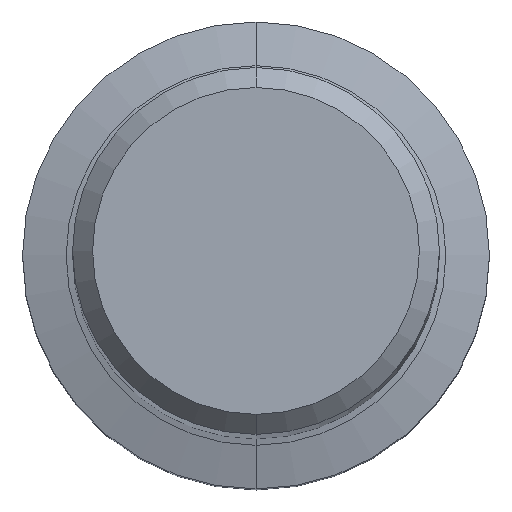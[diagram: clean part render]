
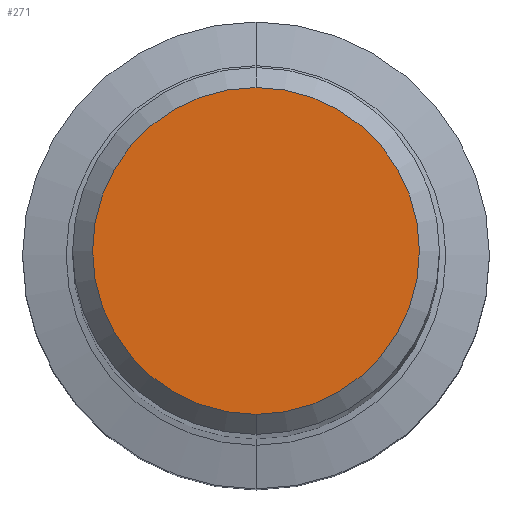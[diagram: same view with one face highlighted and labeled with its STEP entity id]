
A CAD part, top view. The second image highlights one B-rep face of the part: STEP entity #271.
In plain terms, the highlighted planar face has unit normal (0, 0, 1).
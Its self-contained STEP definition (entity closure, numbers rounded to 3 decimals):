
#253=VERTEX_POINT('',#615);
#271=ADVANCED_FACE('',(#634),#635,.T.);
#329=EDGE_CURVE('',#253,#389,#701,.T.);
#389=VERTEX_POINT('',#765);
#463=EDGE_CURVE('',#389,#253,#845,.T.);
#615=CARTESIAN_POINT('',(0.0,4.9,0.0));
#634=FACE_OUTER_BOUND('',#1092,.T.);
#635=PLANE('',#1093);
#701=CIRCLE('',#1246,4.9);
#765=CARTESIAN_POINT('',(0.,-4.9,0.0));
#845=CIRCLE('',#1502,4.9);
#1092=EDGE_LOOP('',(#1778,#1779));
#1093=AXIS2_PLACEMENT_3D('',#1780,#1781,#1782);
#1246=AXIS2_PLACEMENT_3D('',#1881,#1882,#1883);
#1502=AXIS2_PLACEMENT_3D('',#1996,#1997,#1998);
#1778=ORIENTED_EDGE('',*,*,#329,.F.);
#1779=ORIENTED_EDGE('',*,*,#463,.F.);
#1780=CARTESIAN_POINT('',(0.0,2.45,0.0));
#1781=DIRECTION('',(-0.0,0.0,1.0));
#1782=DIRECTION('',(0.0,-1.0,0.0));
#1881=CARTESIAN_POINT('',(0.0,0.0,0.0));
#1882=DIRECTION('',(0.0,0.0,-1.0));
#1883=DIRECTION('',(0.0,1.0,0.0));
#1996=CARTESIAN_POINT('',(0.0,0.0,0.0));
#1997=DIRECTION('',(0.0,0.0,-1.0));
#1998=DIRECTION('',(0.0,1.0,0.0));
